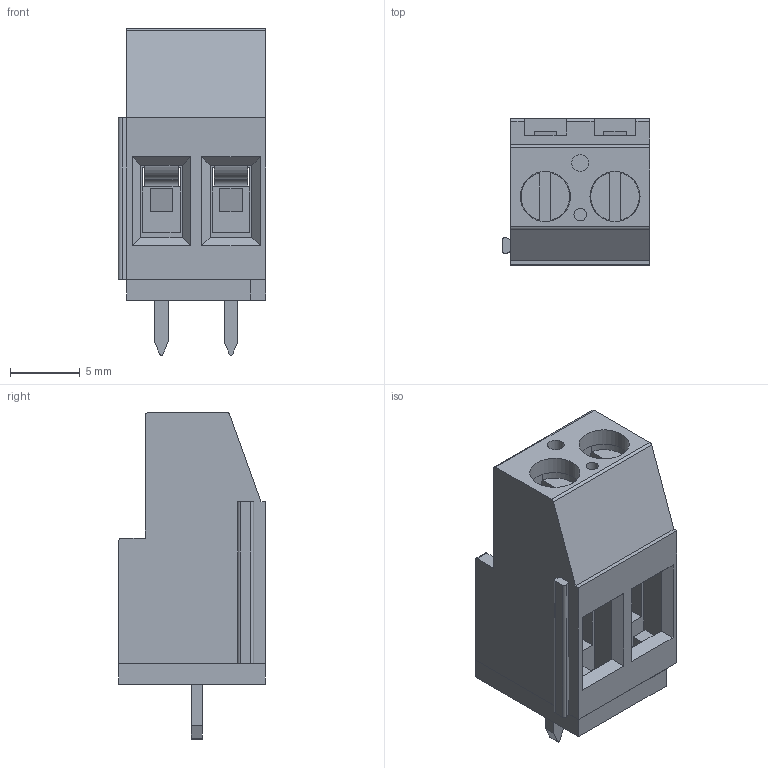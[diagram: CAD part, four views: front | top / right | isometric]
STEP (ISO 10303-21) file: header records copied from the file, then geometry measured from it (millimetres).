
FILE_DESCRIPTION(('STEP AP214'), '1');
FILE_NAME('DG129', '2019-12-15T01:19:22', ('AF'), (''), 'UNSPECIFIED', 'UNSPECIFIED', '');
FILE_SCHEMA(('AUTOMOTIVE_DESIGN { 1 0 10303 214 3 1 1}'));
Length unit declared in the file: millimetre
Assembly tree (6 placements, depth 2):
  (unnamed)
    (unnamed)  x2
    (unnamed)  x2
    (unnamed)  x2
Bounding box: 10.6 x 10.5 x 23.45 mm (x, y, z)
Volume: 1201.2 mm3; surface area: 3024.1 mm2
Topology: 8 solids, 8 shells, 317 faces, 787 edges, 496 vertices
Faces by surface type: plane 260, cylinder 51, cone 4, torus 2
Full cylindrical faces by diameter (mm): 0.8 x2, 0.9 x1, 1.2 x3, 2.2 x2, 2.5 x2, 3 x2, 3.6 x2
Entity records: 9153 total; most frequent: CARTESIAN_POINT 1239, ORIENTED_EDGE 1170, DIRECTION 1149, EDGE_CURVE 585, LINE 501, VECTOR 501, VERTEX_POINT 382, AXIS2_PLACEMENT_3D 324
